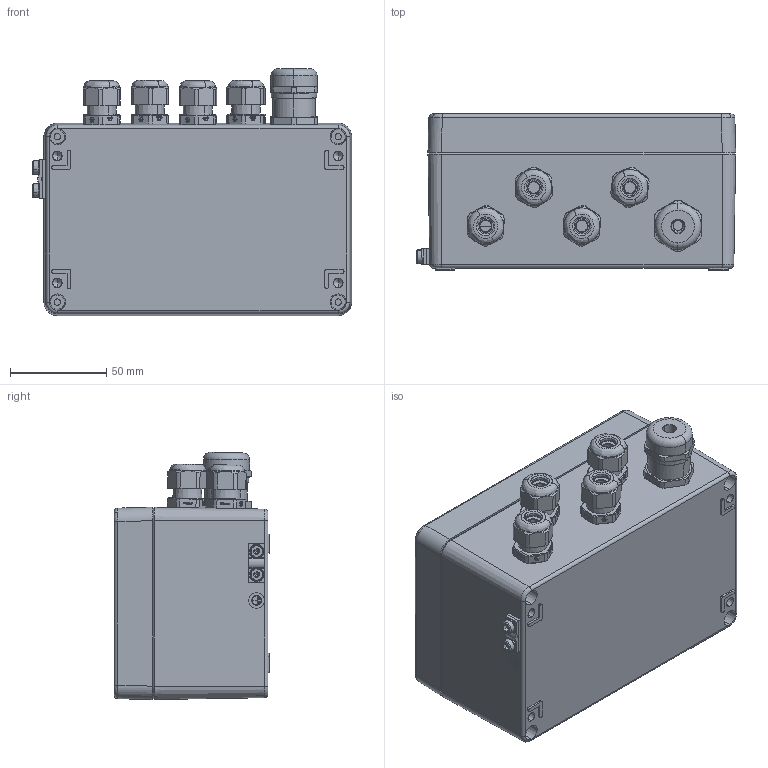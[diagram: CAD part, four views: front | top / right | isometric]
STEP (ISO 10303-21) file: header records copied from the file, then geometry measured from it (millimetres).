
FILE_DESCRIPTION (( 'STEP AP214' ), '1' );
FILE_NAME ('A5E36725198A004.STEP', '2017-12-11T13:30:57', ( 'Reinhardt' ), ( 'Hewlett-Packard Company' ), 'SwSTEP 2.0', 'SolidWorks 2017', '' );
FILE_SCHEMA (( 'AUTOMOTIVE_DESIGN' ));
Length unit declared in the file: millimetre
Products named in the file (15): 40000006194; 87246; 92081; 93259; 83044; 95027; 95026; 40000036327_Aluminium; 08070120; 01101608_Katalog Darstellung; 99999_460; 93133; 02156_Katalog Darstellung; 01156_Katalog Darstellung; A5E36725198A004
Assembly tree (23 placements, depth 3):
  A5E36725198A004
    01101608_Katalog Darstellung
      01156_Katalog Darstellung
      02156_Katalog Darstellung
      93133  x4
      99999_460
    08070120
    40000036327_Aluminium
    95026
    95027
    83044  x2
    93259  x2
    92081
    87246  x4
    40000006194  x2
Bounding box: 166.05 x 81 x 128.5 mm (x, y, z)
Volume: 357546.1 mm3; surface area: 202097.4 mm2
Topology: 34 solids, 34 shells, 3338 faces, 8558 edges, 5529 vertices
Faces by surface type: plane 1771, cylinder 1064, cone 289, bspline 167, torus 47
Entity records: 56327 total; most frequent: CARTESIAN_POINT 13007, DIRECTION 7531, ORIENTED_EDGE 7498, EDGE_CURVE 3749, AXIS2_PLACEMENT_3D 2648, VERTEX_POINT 2404, LINE 2235, VECTOR 2235
